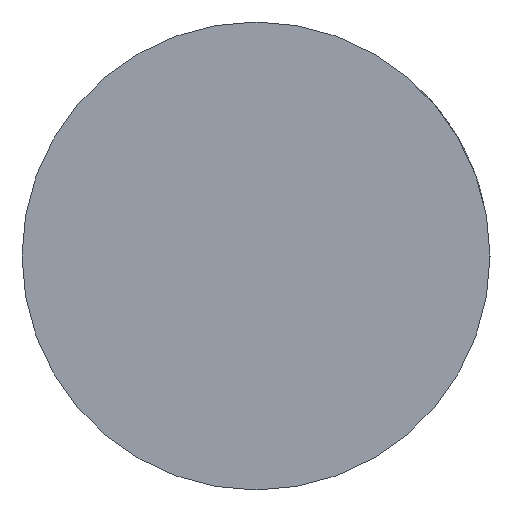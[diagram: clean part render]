
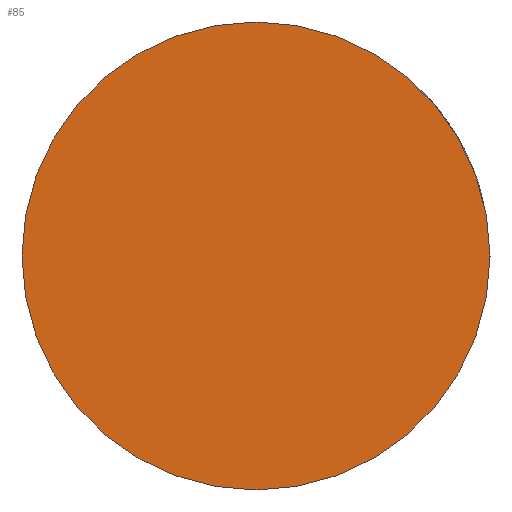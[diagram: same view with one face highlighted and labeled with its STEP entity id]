
A CAD part, left-side view. The second image highlights one B-rep face of the part: STEP entity #85.
In plain terms, the highlighted planar face has unit normal (-1, 0, 0).
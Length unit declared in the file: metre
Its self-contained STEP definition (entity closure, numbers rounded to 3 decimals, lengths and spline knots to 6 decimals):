
#22=PLANE('',#108);
#34=ORIENTED_EDGE('',*,*,#40,.F.);
#40=EDGE_CURVE('',#46,#46,#51,.T.);
#46=VERTEX_POINT('',#153);
#51=CIRCLE('',#103,0.00635);
#62=EDGE_LOOP('',(#34));
#74=FACE_BOUND('',#62,.T.);
#85=ADVANCED_FACE('',(#74),#22,.T.);
#103=AXIS2_PLACEMENT_3D('',#152,#118,#119);
#108=AXIS2_PLACEMENT_3D('',#171,#128,#129);
#118=DIRECTION('',(1.,0.,0.));
#119=DIRECTION('',(0.,0.,1.));
#128=DIRECTION('',(-1.,0.,0.));
#129=DIRECTION('',(0.,1.,0.));
#152=CARTESIAN_POINT('',(-0.044017,-0.295878,-0.008047));
#153=CARTESIAN_POINT('',(-0.044017,-0.295878,-0.001697));
#171=CARTESIAN_POINT('',(-0.044017,-0.295878,-0.006554));
